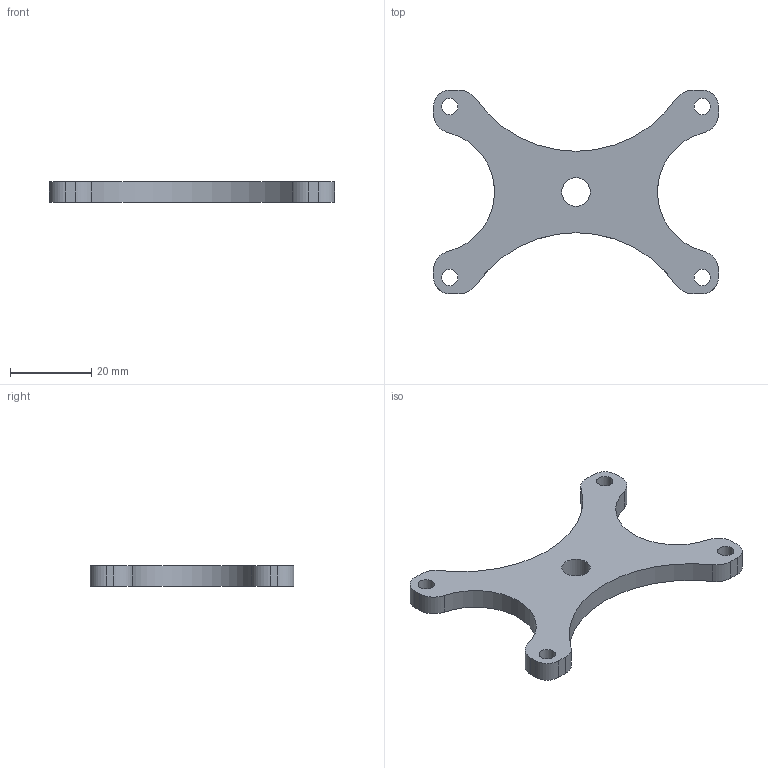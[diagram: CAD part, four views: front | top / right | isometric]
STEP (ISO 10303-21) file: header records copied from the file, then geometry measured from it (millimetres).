
FILE_DESCRIPTION(/* description */ (''),/* implementation_level */ '2;1');
FILE_NAME(/* name */ 'Insta360 One R Mount v4.step',/* time_stamp */ '2021-03-29T14:43:08+02:00',/* author */ (''),/* organization */ (''),/* preprocessor_version */ 'ST-DEVELOPER v18.1',/* originating_system */ 'Autodesk Translation Framework v9.10.0.1330',/* authorisation */ '');
FILE_SCHEMA (('AUTOMOTIVE_DESIGN { 1 0 10303 214 3 1 1 }'));
Length unit declared in the file: millimetre
Products named in the file (1): Insta360 One R Mount
Bounding box: 70 x 50 x 5 mm (x, y, z)
Volume: 7833.1 mm3; surface area: 4899.4 mm2
Topology: 1 solids, 1 shells, 31 faces, 87 edges, 58 vertices
Faces by surface type: cylinder 21, plane 10
Full cylindrical faces by diameter (mm): 4 x4, 7 x1
Entity records: 1076 total; most frequent: DIRECTION 193, CARTESIAN_POINT 177, ORIENTED_EDGE 174, EDGE_CURVE 87, AXIS2_PLACEMENT_3D 74, VERTEX_POINT 58, LINE 45, VECTOR 45
